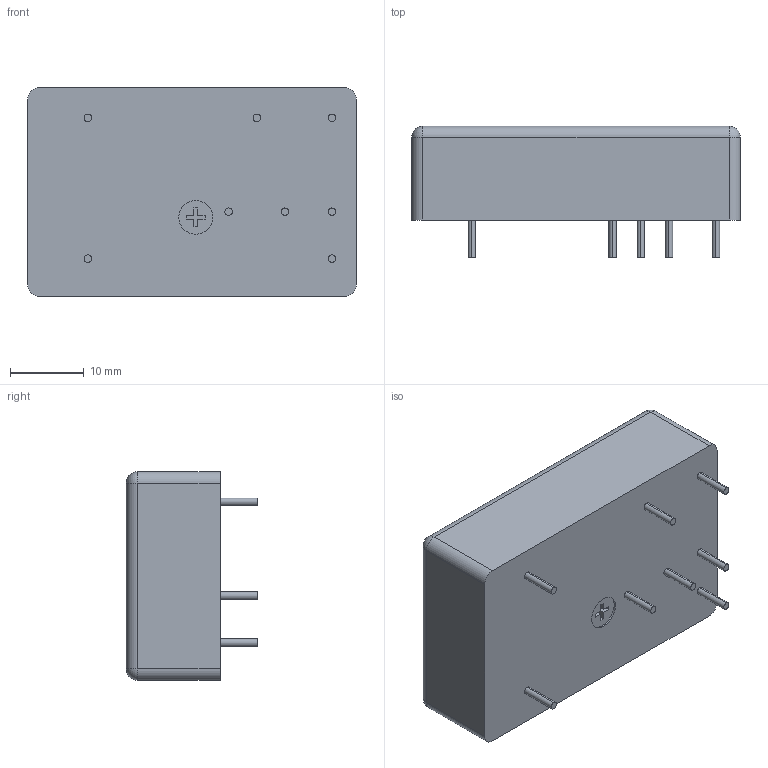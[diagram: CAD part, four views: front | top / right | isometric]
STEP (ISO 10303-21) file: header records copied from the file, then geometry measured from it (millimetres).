
FILE_DESCRIPTION (( 'STEP AP214' ), '1' );
FILE_NAME ('CA 02-20.STEP', '2017-10-16T23:11:46', ( '' ), ( '' ), 'SwSTEP 2.0', 'SolidWorks 2017', '' );
FILE_SCHEMA (( 'AUTOMOTIVE_DESIGN' ));
Length unit declared in the file: inch
Products named in the file (1): CA 02-20
Bounding box: 44.45 x 17.78 x 28.19 mm (x, y, z)
Volume: 15847 mm3; surface area: 4363.7 mm2
Topology: 1 solids, 1 shells, 58 faces, 130 edges, 80 vertices
Faces by surface type: plane 28, cylinder 26, sphere 4
Entity records: 2146 total; most frequent: DIRECTION 296, CARTESIAN_POINT 265, ORIENTED_EDGE 252, EDGE_CURVE 126, AXIS2_PLACEMENT_3D 111, VERTEX_POINT 80, VECTOR 74, LINE 74
